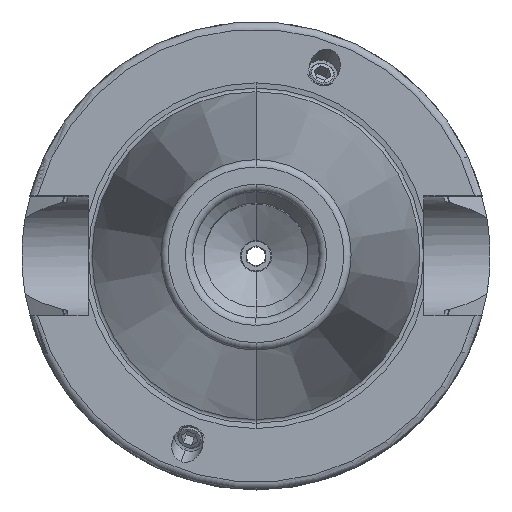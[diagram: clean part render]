
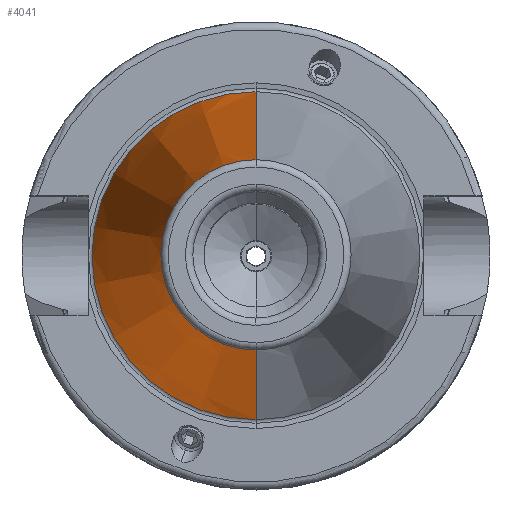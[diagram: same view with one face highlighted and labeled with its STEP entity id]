
A CAD part, top view. The second image highlights one B-rep face of the part: STEP entity #4041.
In plain terms, the highlighted conical face has half-angle 8.297 degrees and reference radius 17.446 mm.
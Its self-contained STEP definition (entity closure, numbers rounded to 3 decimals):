
#1309=CARTESIAN_POINT('',(0,0,91.544));
#1310=DIRECTION('',(0,0,1));
#1311=DIRECTION('',(0,1,0));
#1312=AXIS2_PLACEMENT_3D('',#1309,#1310,#1311);
#1314=DIRECTION('',(0.,0.144,0.99));
#1315=VECTOR('',#1314,64.216);
#1316=CARTESIAN_POINT('',(0,-22.079,28));
#1317=LINE('',#1316,#1315);
#1318=CARTESIAN_POINT('',(0,0,28));
#1319=DIRECTION('',(0,0,1));
#1320=DIRECTION('',(0,1,0));
#1321=AXIS2_PLACEMENT_3D('',#1318,#1319,#1320);
#1323=DIRECTION('',(0.,-0.144,0.99));
#1324=VECTOR('',#1323,64.216);
#1325=CARTESIAN_POINT('',(0,22.079,28));
#1326=LINE('',#1325,#1324);
#2481=CARTESIAN_POINT('',(0,22.079,28));
#2483=VERTEX_POINT('',#2481);
#2497=CARTESIAN_POINT('',(0,-22.079,28));
#2499=VERTEX_POINT('',#2497);
#2524=CARTESIAN_POINT('',(0,12.812,91.544));
#2525=CARTESIAN_POINT('',(0,-12.812,91.544));
#2526=VERTEX_POINT('',#2524);
#2527=VERTEX_POINT('',#2525);
#4027=CARTESIAN_POINT('',(0,0,59.772));
#4028=DIRECTION('',(0,0,-1));
#4029=DIRECTION('',(0,-1,0));
#4030=AXIS2_PLACEMENT_3D('',#4027,#4028,#4029);
#4031=CONICAL_SURFACE('',#4030,17.446,8.297);
#4033=ORIENTED_EDGE('',*,*,#4032,.T.);
#4035=ORIENTED_EDGE('',*,*,#4034,.F.);
#4036=ORIENTED_EDGE('',*,*,#4020,.F.);
#4038=ORIENTED_EDGE('',*,*,#4037,.T.);
#4039=EDGE_LOOP('',(#4033,#4035,#4036,#4038));
#4040=FACE_OUTER_BOUND('',#4039,.F.);
#4041=ADVANCED_FACE('',(#4040),#4031,.T.);
#1313=CIRCLE('',#1312,12.812);
#1322=CIRCLE('',#1321,22.079);
#4020=EDGE_CURVE('',#2483,#2499,#1322,.T.);
#4032=EDGE_CURVE('',#2526,#2527,#1313,.T.);
#4034=EDGE_CURVE('',#2499,#2527,#1317,.T.);
#4037=EDGE_CURVE('',#2483,#2526,#1326,.T.);
